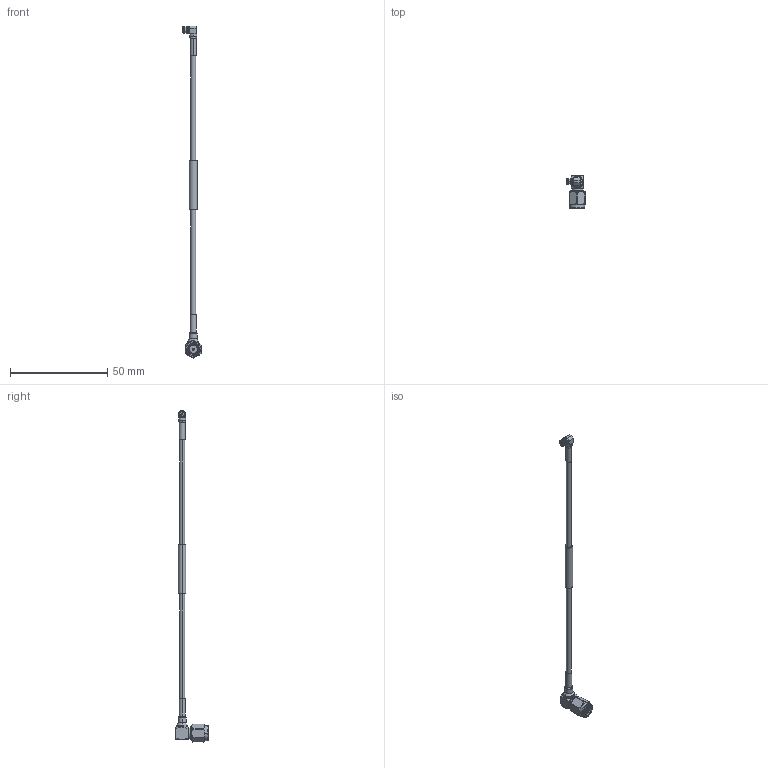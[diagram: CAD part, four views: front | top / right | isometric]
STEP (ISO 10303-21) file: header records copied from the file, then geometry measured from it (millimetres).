
FILE_DESCRIPTION (( 'STEP AP214' ), '1' );
FILE_NAME ('FMC0421085-SP2_3D.step', '2024-07-19T23:42:42', ( '' ), ( '' ), 'SwSTEP 2.0', 'SolidWorks 2022', '' );
FILE_SCHEMA (( 'AUTOMOTIVE_DESIGN' ));
Length unit declared in the file: inch
Products named in the file (4): SC7027^FMC0421085-SP2_Heat Shrink; FM-F086^FMC0421085-SP2_FM-F086; SC5233^FMC0421085-SP2_Heat Shrink; FMC0421085-SP2_3D
Assembly tree (3 placements, depth 2):
  FMC0421085-SP2_3D
    FM-F086^FMC0421085-SP2_FM-F086
    SC5233^FMC0421085-SP2_Heat Shrink
    SC7027^FMC0421085-SP2_Heat Shrink
Bounding box: 9.27 x 16.5 x 170.48 mm (x, y, z)
Volume: 1980.1 mm3; surface area: 2772.2 mm2
Topology: 9 solids, 9 shells, 435 faces, 1190 edges, 781 vertices
Faces by surface type: plane 186, cylinder 145, cone 93, bspline 7, torus 4
Entity records: 16484 total; most frequent: CARTESIAN_POINT 4681, ORIENTED_EDGE 2380, DIRECTION 2186, EDGE_CURVE 1190, AXIS2_PLACEMENT_3D 806, VERTEX_POINT 781, LINE 574, VECTOR 574
